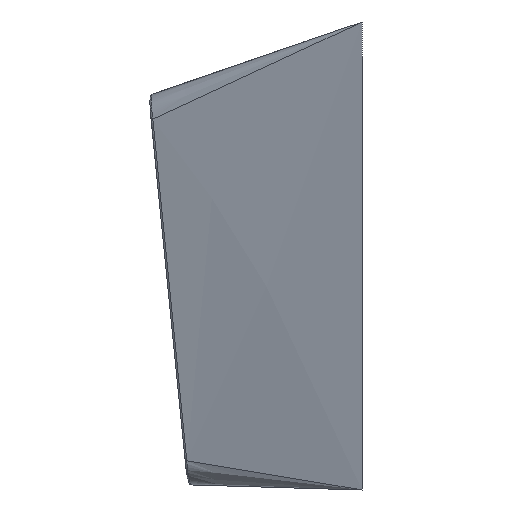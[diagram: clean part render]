
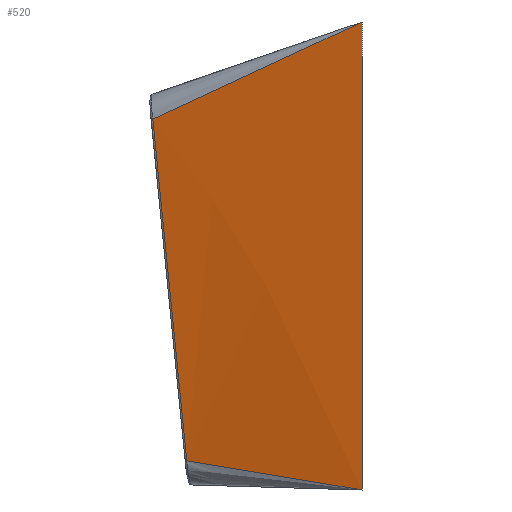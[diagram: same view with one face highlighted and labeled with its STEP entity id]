
A CAD part, left-side view. The second image highlights one B-rep face of the part: STEP entity #520.
In plain terms, the highlighted free-form (B-spline) face has degree [3, 1] with [6, 2] control points.
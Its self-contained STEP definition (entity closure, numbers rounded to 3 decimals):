
#10 = CARTESIAN_POINT ( 'NONE',  ( 2.624, 7.169, 5.43 ) ) ;
#64 = B_SPLINE_SURFACE_WITH_KNOTS ( 'NONE', 3, 1, ( 
 ( #1890, #2154 ),
 ( #675, #915 ),
 ( #1644, #1914 ),
 ( #167, #2121 ),
 ( #1169, #1881 ),
 ( #1139, #2383 ) ),
 .UNSPECIFIED., .F., .F., .F.,
 ( 4, 2, 4 ),
 ( 2, 2 ),
 ( 0., 0.5, 1. ),
 ( 0., 1. ),
 .UNSPECIFIED. ) ;
#157 = CARTESIAN_POINT ( 'NONE',  ( 1.817, 4.637, 0.786 ) ) ;
#167 = CARTESIAN_POINT ( 'NONE',  ( 0., 0., 12. ) ) ;
#261 = CARTESIAN_POINT ( 'NONE',  ( 2.623, 6.742, 1.123 ) ) ;
#284 = ORIENTED_EDGE ( 'NONE', *, *, #965, .F. ) ;
#308 = CARTESIAN_POINT ( 'NONE',  ( 1.313, 4.05, 16.124 ) ) ;
#378 = CARTESIAN_POINT ( 'NONE',  ( 0., 0., 18. ) ) ;
#406 = B_SPLINE_CURVE_WITH_KNOTS ( 'NONE', 3,
 ( #2361, #157, #3122, #1656 ),
 .UNSPECIFIED., .F., .F.,
 ( 4, 4 ),
 ( 0.011, 1. ),
 .UNSPECIFIED. ) ;
#495 = CARTESIAN_POINT ( 'NONE',  ( 2.314, 7.103, 14.698 ) ) ;
#506 = EDGE_LOOP ( 'NONE', ( #1750, #1921, #2976, #284 ) ) ;
#520 = ADVANCED_FACE ( 'NONE', ( #2442 ), #64, .T. ) ;
#531 = EDGE_CURVE ( 'NONE', #1721, #2291, #406, .T. ) ;
#546 = CARTESIAN_POINT ( 'NONE',  ( 0.876, 2.709, 16.748 ) ) ;
#554 = B_SPLINE_CURVE_WITH_KNOTS ( 'NONE', 3,
 ( #1041, #2216, #546, #1961, #308, #3018, #800, #557, #1483, #1472, #1985, #2269, #2203, #2505, #2452, #747, #495, #806, #1547, #1972, #2522, #979, #1798, #816, #2044, #2766, #3006, #1720, #1055, #994 ),
 .UNSPECIFIED., .F., .F.,
 ( 4, 2, 2, 1, 1, 1, 2, 2, 1, 2, 2, 1, 1, 1, 1, 2, 2, 2, 4 ),
 ( 0., 0.488, 0.503, 0.519, 0.549, 0.61, 0.732, 0.763, 0.793, 0.854, 0.885, 0.915, 0.93, 0.934, 0.936, 0.937, 0.938, 0.946, 0.976 ),
 .UNSPECIFIED. ) ;
#557 = CARTESIAN_POINT ( 'NONE',  ( 1.478, 4.555, 15.889 ) ) ;
#675 = CARTESIAN_POINT ( 'NONE',  ( 0., 0., 3. ) ) ;
#747 = CARTESIAN_POINT ( 'NONE',  ( 2.287, 7.022, 14.736 ) ) ;
#769 = CARTESIAN_POINT ( 'NONE',  ( 2.624, 7.312, 6.865 ) ) ;
#800 = CARTESIAN_POINT ( 'NONE',  ( 1.382, 4.261, 16.026 ) ) ;
#806 = CARTESIAN_POINT ( 'NONE',  ( 2.369, 7.269, 14.62 ) ) ;
#816 = CARTESIAN_POINT ( 'NONE',  ( 2.483, 7.613, 14.458 ) ) ;
#830 = CARTESIAN_POINT ( 'NONE',  ( 0., 0., 18. ) ) ;
#874 = EDGE_CURVE ( 'NONE', #949, #1043, #554, .T. ) ;
#915 = CARTESIAN_POINT ( 'NONE',  ( 2.65, 6.969, 2.695 ) ) ;
#949 = VERTEX_POINT ( 'NONE', #378 ) ;
#965 = EDGE_CURVE ( 'NONE', #949, #2291, #2235, .T. ) ;
#979 = CARTESIAN_POINT ( 'NONE',  ( 2.478, 7.6, 14.464 ) ) ;
#987 = CARTESIAN_POINT ( 'NONE',  ( 2.623, 6.884, 2.559 ) ) ;
#994 = CARTESIAN_POINT ( 'NONE',  ( 2.626, 8.047, 14.255 ) ) ;
#1041 = CARTESIAN_POINT ( 'NONE',  ( 0., 0., 18. ) ) ;
#1043 = VERTEX_POINT ( 'NONE', #1396 ) ;
#1055 = CARTESIAN_POINT ( 'NONE',  ( 2.605, 7.984, 14.284 ) ) ;
#1139 = CARTESIAN_POINT ( 'NONE',  ( 0., 0., 18. ) ) ;
#1169 = CARTESIAN_POINT ( 'NONE',  ( 0., 0., 15. ) ) ;
#1170 = B_SPLINE_CURVE_WITH_KNOTS ( 'NONE', 3,
 ( #1470, #3186, #2940, #1480, #2458, #769, #10, #1729, #987, #261 ),
 .UNSPECIFIED., .F., .F.,
 ( 4, 3, 3, 4 ),
 ( 0., 0.005, 0.009, 0.013 ),
 .UNSPECIFIED. ) ;
#1298 = VECTOR ( 'NONE', #2815, 1000. ) ;
#1396 = CARTESIAN_POINT ( 'NONE',  ( 2.626, 8.047, 14.255 ) ) ;
#1470 = CARTESIAN_POINT ( 'NONE',  ( 2.626, 8.047, 14.255 ) ) ;
#1472 = CARTESIAN_POINT ( 'NONE',  ( 1.829, 5.628, 15.388 ) ) ;
#1480 = CARTESIAN_POINT ( 'NONE',  ( 2.625, 7.597, 9.736 ) ) ;
#1483 = CARTESIAN_POINT ( 'NONE',  ( 1.669, 5.138, 15.617 ) ) ;
#1547 = CARTESIAN_POINT ( 'NONE',  ( 2.41, 7.393, 14.562 ) ) ;
#1639 = CARTESIAN_POINT ( 'NONE',  ( 0., 0., 0. ) ) ;
#1644 = CARTESIAN_POINT ( 'NONE',  ( 0., 0., 6. ) ) ;
#1656 = CARTESIAN_POINT ( 'NONE',  ( 0., 0., 0. ) ) ;
#1721 = VERTEX_POINT ( 'NONE', #2019 ) ;
#1720 = CARTESIAN_POINT ( 'NONE',  ( 2.571, 7.881, 14.332 ) ) ;
#1729 = CARTESIAN_POINT ( 'NONE',  ( 2.623, 7.027, 3.994 ) ) ;
#1750 = ORIENTED_EDGE ( 'NONE', *, *, #874, .T. ) ;
#1798 = CARTESIAN_POINT ( 'NONE',  ( 2.481, 7.608, 14.461 ) ) ;
#1881 = CARTESIAN_POINT ( 'NONE',  ( 2.65, 7.966, 12.676 ) ) ;
#1890 = CARTESIAN_POINT ( 'NONE',  ( 0., 0., 0. ) ) ;
#1914 = CARTESIAN_POINT ( 'NONE',  ( 2.65, 7.218, 5.19 ) ) ;
#1921 = ORIENTED_EDGE ( 'NONE', *, *, #3141, .T. ) ;
#1961 = CARTESIAN_POINT ( 'NONE',  ( 1.301, 4.011, 16.142 ) ) ;
#1972 = CARTESIAN_POINT ( 'NONE',  ( 2.454, 7.526, 14.499 ) ) ;
#1985 = CARTESIAN_POINT ( 'NONE',  ( 1.962, 6.032, 15.199 ) ) ;
#2019 = CARTESIAN_POINT ( 'NONE',  ( 2.623, 6.742, 1.123 ) ) ;
#2044 = CARTESIAN_POINT ( 'NONE',  ( 2.484, 7.618, 14.456 ) ) ;
#2121 = CARTESIAN_POINT ( 'NONE',  ( 2.65, 7.716, 10.181 ) ) ;
#2154 = CARTESIAN_POINT ( 'NONE',  ( 2.65, 6.72, 0.199 ) ) ;
#2203 = CARTESIAN_POINT ( 'NONE',  ( 2.043, 6.28, 15.083 ) ) ;
#2216 = CARTESIAN_POINT ( 'NONE',  ( 0.447, 1.385, 17.361 ) ) ;
#2235 = LINE ( 'NONE', #830, #1298 ) ;
#2269 = CARTESIAN_POINT ( 'NONE',  ( 1.989, 6.114, 15.161 ) ) ;
#2291 = VERTEX_POINT ( 'NONE', #1639 ) ;
#2361 = CARTESIAN_POINT ( 'NONE',  ( 2.623, 6.742, 1.123 ) ) ;
#2383 = CARTESIAN_POINT ( 'NONE',  ( 2.65, 8.215, 15.171 ) ) ;
#2442 = FACE_OUTER_BOUND ( 'NONE', #506, .T. ) ;
#2452 = CARTESIAN_POINT ( 'NONE',  ( 2.207, 6.776, 14.851 ) ) ;
#2458 = CARTESIAN_POINT ( 'NONE',  ( 2.624, 7.455, 8.3 ) ) ;
#2505 = CARTESIAN_POINT ( 'NONE',  ( 2.125, 6.529, 14.967 ) ) ;
#2522 = CARTESIAN_POINT ( 'NONE',  ( 2.472, 7.583, 14.473 ) ) ;
#2766 = CARTESIAN_POINT ( 'NONE',  ( 2.499, 7.664, 14.434 ) ) ;
#2815 = DIRECTION ( 'NONE',  ( 0., 0., -1. ) ) ;
#2940 = CARTESIAN_POINT ( 'NONE',  ( 2.625, 7.747, 11.242 ) ) ;
#2976 = ORIENTED_EDGE ( 'NONE', *, *, #531, .T. ) ;
#3006 = CARTESIAN_POINT ( 'NONE',  ( 2.512, 7.702, 14.416 ) ) ;
#3018 = CARTESIAN_POINT ( 'NONE',  ( 1.341, 4.134, 16.085 ) ) ;
#3122 = CARTESIAN_POINT ( 'NONE',  ( 0.942, 2.39, 0.411 ) ) ;
#3141 = EDGE_CURVE ( 'NONE', #1043, #1721, #1170, .T. ) ;
#3186 = CARTESIAN_POINT ( 'NONE',  ( 2.625, 7.897, 12.748 ) ) ;
